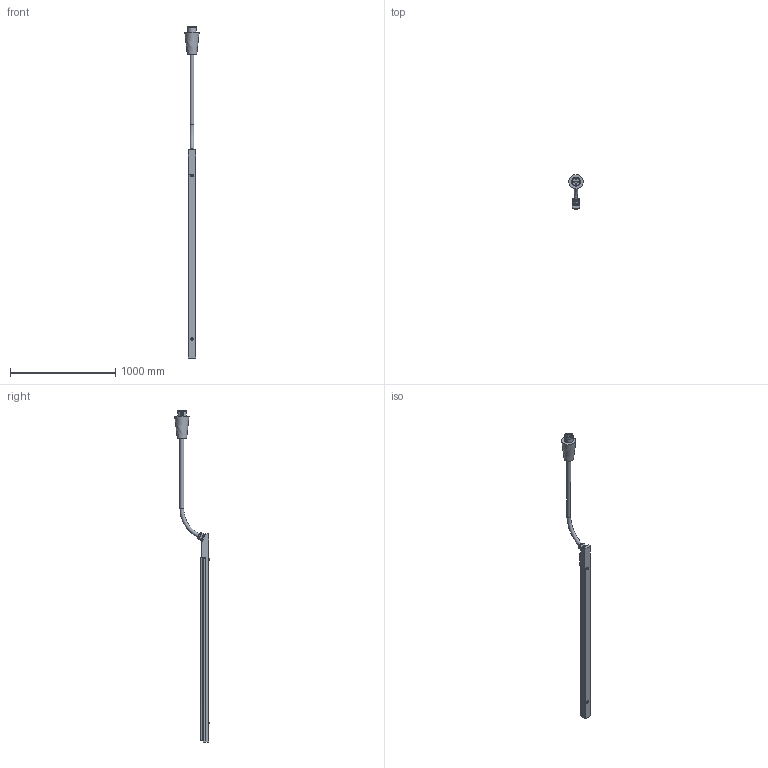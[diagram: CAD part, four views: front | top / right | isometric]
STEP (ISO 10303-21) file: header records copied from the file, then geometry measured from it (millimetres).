
FILE_DESCRIPTION (( 'STEP AP203' ), '1' );
FILE_NAME ('78 x 2.90 x 2.90 ll.STEP', '2025-02-26T20:57:59', ( '' ), ( '' ), 'SwSTEP 2.0', 'SolidWorks 2023', '' );
FILE_SCHEMA (( 'CONFIG_CONTROL_DESIGN' ));
Length unit declared in the file: millimetre
Products named in the file (1): 78 x 2.90 x 2.90 ll
Bounding box: 136.31 x 328.42 x 3158.69 mm (x, y, z)
Volume: 11345288 mm3; surface area: 829960 mm2
Topology: 2 solids, 4 shells, 411 faces, 1028 edges, 659 vertices
Faces by surface type: plane 213, cylinder 113, cone 30, torus 29, bspline 22, sphere 4
Full cylindrical faces by diameter (mm): 3.75 x2, 6 x1, 7.5 x2, 10 x3, 11.836 x2, 12 x1, 14.275 x2, 25.4 x2, 36.449 x2, 44 x2, 64.5 x1, 80.7 x1
Entity records: 14491 total; most frequent: CARTESIAN_POINT 5036, DIRECTION 1910, ORIENTED_EDGE 1904, EDGE_CURVE 952, AXIS2_PLACEMENT_3D 689, VERTEX_POINT 635, LINE 532, VECTOR 532
